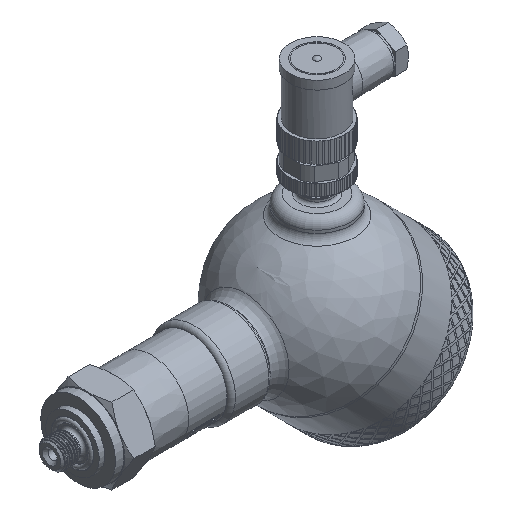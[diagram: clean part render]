
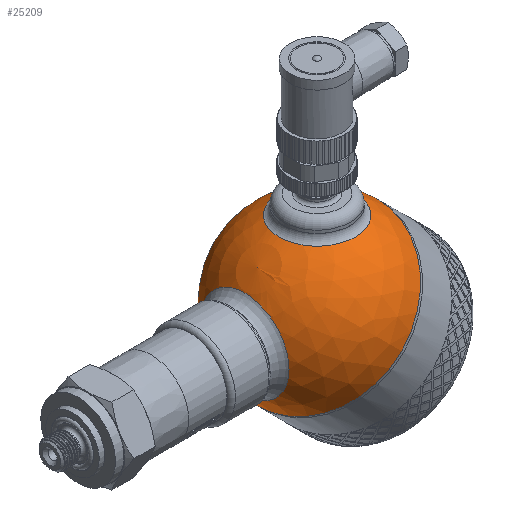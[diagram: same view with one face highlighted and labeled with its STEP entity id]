
A CAD part, isometric view. The second image highlights one B-rep face of the part: STEP entity #25209.
In plain terms, the highlighted spherical face has radius 30 mm.
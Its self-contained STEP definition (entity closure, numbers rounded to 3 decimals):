
#36=SPHERICAL_SURFACE('',#26740,30.);
#1016=FACE_BOUND('',#3434,.T.);
#1017=FACE_BOUND('',#3435,.T.);
#1790=FACE_OUTER_BOUND('',#3433,.T.);
#3433=EDGE_LOOP('',(#18171,#18172,#18173,#18174));
#3434=EDGE_LOOP('',(#18175));
#3435=EDGE_LOOP('',(#18176));
#4936=CIRCLE('',#26663,30.);
#4937=CIRCLE('',#26664,30.);
#4964=CIRCLE('',#26736,13.5);
#4967=CIRCLE('',#26741,30.);
#4968=CIRCLE('',#26742,15.643);
#9640=VERTEX_POINT('',#35474);
#9641=VERTEX_POINT('',#35476);
#10168=VERTEX_POINT('',#42240);
#10170=VERTEX_POINT('',#42247);
#10171=VERTEX_POINT('',#42249);
#12364=EDGE_CURVE('',#9640,#9641,#4936,.T.);
#12365=EDGE_CURVE('',#9641,#9640,#4937,.T.);
#13158=EDGE_CURVE('',#10168,#10168,#4964,.T.);
#13161=EDGE_CURVE('',#9641,#10170,#4967,.T.);
#13162=EDGE_CURVE('',#10171,#10171,#4968,.T.);
#18171=ORIENTED_EDGE('',*,*,#12365,.F.);
#18172=ORIENTED_EDGE('',*,*,#13161,.T.);
#18173=ORIENTED_EDGE('',*,*,#13161,.F.);
#18174=ORIENTED_EDGE('',*,*,#12364,.F.);
#18175=ORIENTED_EDGE('',*,*,#13162,.F.);
#18176=ORIENTED_EDGE('',*,*,#13158,.F.);
#25209=ADVANCED_FACE('',(#1790,#1016,#1017),#36,.T.);
#26663=AXIS2_PLACEMENT_3D('',#35477,#28341,#28342);
#26664=AXIS2_PLACEMENT_3D('',#35478,#28343,#28344);
#26736=AXIS2_PLACEMENT_3D('',#42241,#28765,#28766);
#26740=AXIS2_PLACEMENT_3D('',#42246,#28773,#28774);
#26741=AXIS2_PLACEMENT_3D('',#42248,#28775,#28776);
#26742=AXIS2_PLACEMENT_3D('',#42250,#28777,#28778);
#28341=DIRECTION('center_axis',(1.,0.,0.));
#28342=DIRECTION('ref_axis',(0.,1.,0.));
#28343=DIRECTION('center_axis',(1.,0.,0.));
#28344=DIRECTION('ref_axis',(0.,1.,0.));
#28765=DIRECTION('center_axis',(-0.707,0.,-0.707));
#28766=DIRECTION('ref_axis',(-0.707,0.,0.707));
#28773=DIRECTION('center_axis',(1.,0.,0.));
#28774=DIRECTION('ref_axis',(0.,-1.,0.));
#28775=DIRECTION('center_axis',(0.,0.,1.));
#28776=DIRECTION('ref_axis',(0.,1.,0.));
#28777=DIRECTION('center_axis',(-0.707,0.,0.707));
#28778=DIRECTION('ref_axis',(0.707,0.,0.707));
#35474=CARTESIAN_POINT('',(0.,-30.,0.));
#35476=CARTESIAN_POINT('',(0.,30.,0.));
#35477=CARTESIAN_POINT('Origin',(0.,0.,0.));
#35478=CARTESIAN_POINT('Origin',(0.,0.,0.));
#42240=CARTESIAN_POINT('',(-9.398,0.,-28.49));
#42241=CARTESIAN_POINT('Origin',(-18.944,0.,-18.944));
#42246=CARTESIAN_POINT('Origin',(0.,0.,0.));
#42247=CARTESIAN_POINT('',(-30.,0.,0.));
#42248=CARTESIAN_POINT('Origin',(0.,0.,0.));
#42249=CARTESIAN_POINT('',(-29.162,0.,7.04));
#42250=CARTESIAN_POINT('Origin',(-18.101,0.,18.101));
